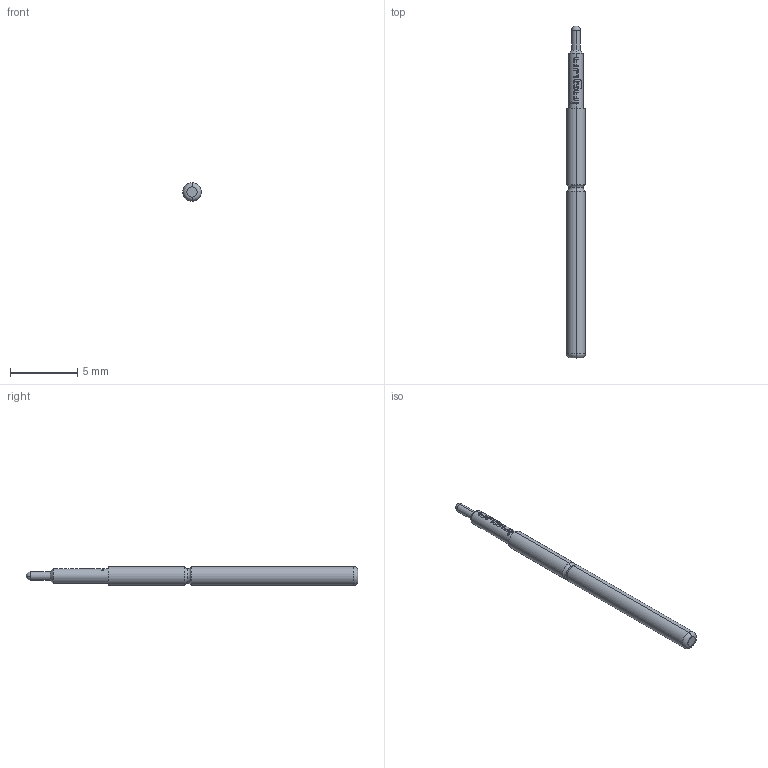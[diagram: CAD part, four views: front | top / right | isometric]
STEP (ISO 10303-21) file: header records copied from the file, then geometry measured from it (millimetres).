
FILE_DESCRIPTION (( 'STEP AP203' ), '1' );
FILE_NAME ('INGUN_GKS-002_305_064_A_xx00.STEP', '2021-09-09T09:01:25', ( 'ochi' ), ( '' ), 'SwSTEP 2.0', 'SolidWorks 2018', '' );
FILE_SCHEMA (( 'CONFIG_CONTROL_DESIGN' ));
Length unit declared in the file: millimetre
Products named in the file (1): INGUN_GKS-002_305_064_A_xx00
Bounding box: 1.37 x 24.6 x 1.37 mm (x, y, z)
Volume: 31.3 mm3; surface area: 99.5 mm2
Topology: 1 solids, 1 shells, 101 faces, 282 edges, 183 vertices
Faces by surface type: plane 42, cylinder 27, bspline 22, torus 6, sphere 2, cone 2
Entity records: 3601 total; most frequent: CARTESIAN_POINT 1075, ORIENTED_EDGE 560, DIRECTION 460, EDGE_CURVE 280, AXIS2_PLACEMENT_3D 186, VERTEX_POINT 183, CIRCLE 106, EDGE_LOOP 103
